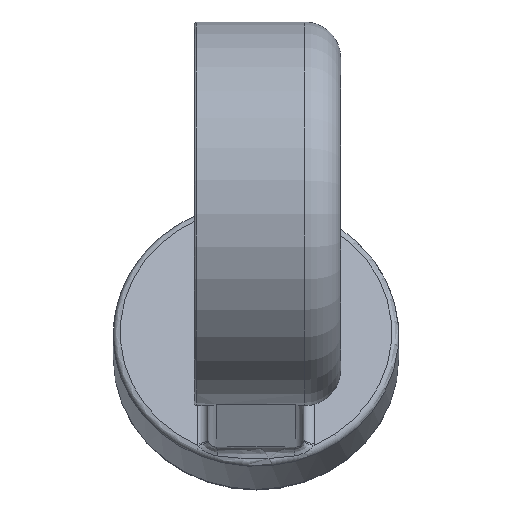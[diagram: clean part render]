
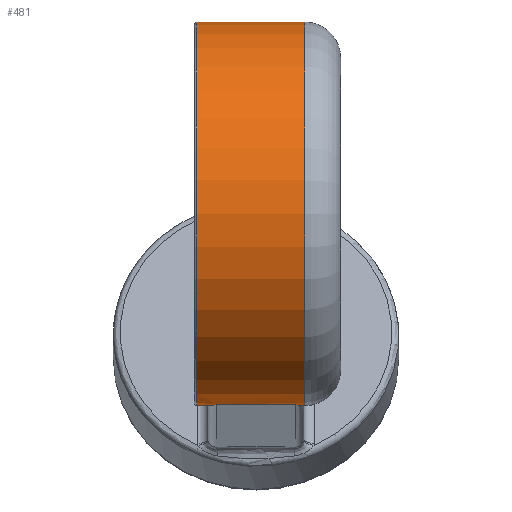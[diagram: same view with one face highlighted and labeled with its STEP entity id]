
A CAD part, left-side view. The second image highlights one B-rep face of the part: STEP entity #481.
In plain terms, the highlighted cylindrical face has radius 166.581 mm (diameter 333.162 mm), a full revolution.
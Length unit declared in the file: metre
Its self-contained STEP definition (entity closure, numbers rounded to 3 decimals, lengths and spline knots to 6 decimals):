
#36=CYLINDRICAL_SURFACE('',#541,0.166581);
#43=LINE('',#708,#57);
#49=LINE('',#833,#63);
#57=VECTOR('',#582,1.);
#63=VECTOR('',#630,1.);
#72=B_SPLINE_CURVE_WITH_KNOTS('',3,(#743,#744,#745,#746,#747,#748),
 .UNSPECIFIED.,.F.,.F.,(4,1,1,4),(0.,0.012283,0.024565,
0.049131),.UNSPECIFIED.);
#73=B_SPLINE_CURVE_WITH_KNOTS('',3,(#765,#766,#767,#768,#769,#770,#771),
 .UNSPECIFIED.,.F.,.F.,(4,1,1,1,4),(0.094651,0.107008,
0.119365,0.131723,0.14408),.UNSPECIFIED.);
#75=B_SPLINE_CURVE_WITH_KNOTS('',3,(#826,#827,#828,#829,#830,#831),
 .UNSPECIFIED.,.F.,.F.,(4,1,1,4),(0.,0.012283,
0.024565,0.049131),.UNSPECIFIED.);
#76=B_SPLINE_CURVE_WITH_KNOTS('',3,(#835,#836,#837,#838,#839,#840,#841),
 .UNSPECIFIED.,.F.,.F.,(4,1,1,1,4),(0.094651,0.107008,
0.119365,0.131723,0.14408),.UNSPECIFIED.);
#135=ORIENTED_EDGE('',*,*,#259,.F.);
#136=ORIENTED_EDGE('',*,*,#242,.T.);
#137=ORIENTED_EDGE('',*,*,#239,.T.);
#138=ORIENTED_EDGE('',*,*,#250,.T.);
#139=ORIENTED_EDGE('',*,*,#247,.T.);
#140=ORIENTED_EDGE('',*,*,#260,.T.);
#141=ORIENTED_EDGE('',*,*,#261,.F.);
#142=ORIENTED_EDGE('',*,*,#262,.T.);
#143=ORIENTED_EDGE('',*,*,#263,.T.);
#144=ORIENTED_EDGE('',*,*,#236,.F.);
#236=EDGE_CURVE('',#302,#302,#346,.T.);
#239=EDGE_CURVE('',#306,#305,#43,.T.);
#242=EDGE_CURVE('',#308,#306,#72,.T.);
#247=EDGE_CURVE('',#313,#312,#347,.T.);
#250=EDGE_CURVE('',#305,#313,#73,.F.);
#259=EDGE_CURVE('',#322,#322,#355,.T.);
#260=EDGE_CURVE('',#312,#323,#75,.T.);
#261=EDGE_CURVE('',#324,#323,#49,.T.);
#262=EDGE_CURVE('',#324,#325,#76,.F.);
#263=EDGE_CURVE('',#325,#308,#356,.T.);
#302=VERTEX_POINT('',#695);
#305=VERTEX_POINT('',#707);
#306=VERTEX_POINT('',#709);
#308=VERTEX_POINT('',#749);
#312=VERTEX_POINT('',#758);
#313=VERTEX_POINT('',#760);
#322=VERTEX_POINT('',#825);
#323=VERTEX_POINT('',#832);
#324=VERTEX_POINT('',#834);
#325=VERTEX_POINT('',#842);
#346=CIRCLE('',#520,0.166581);
#347=CIRCLE('',#525,0.166581);
#355=CIRCLE('',#542,0.166581);
#356=CIRCLE('',#543,0.166581);
#384=EDGE_LOOP('',(#135));
#385=EDGE_LOOP('',(#136,#137,#138,#139,#140,#141,#142,#143));
#386=EDGE_LOOP('',(#144));
#430=FACE_BOUND('',#384,.T.);
#431=FACE_BOUND('',#385,.T.);
#432=FACE_BOUND('',#386,.T.);
#481=ADVANCED_FACE('',(#430,#431,#432),#36,.T.);
#520=AXIS2_PLACEMENT_3D('',#694,#577,#578);
#525=AXIS2_PLACEMENT_3D('',#759,#593,#594);
#541=AXIS2_PLACEMENT_3D('',#823,#626,#627);
#542=AXIS2_PLACEMENT_3D('',#824,#628,#629);
#543=AXIS2_PLACEMENT_3D('',#843,#631,#632);
#577=DIRECTION('',(0.,-1.,0.));
#578=DIRECTION('',(1.,0.,0.));
#582=DIRECTION('',(0.,-1.,0.));
#593=DIRECTION('',(0.,-1.,0.));
#594=DIRECTION('',(1.,0.,0.));
#626=DIRECTION('',(0.,-1.,0.));
#627=DIRECTION('',(1.,0.,0.));
#628=DIRECTION('',(0.,1.,0.));
#629=DIRECTION('',(1.,0.,0.));
#630=DIRECTION('',(0.,-1.,0.));
#631=DIRECTION('',(0.,1.,0.));
#632=DIRECTION('',(1.,0.,0.));
#694=CARTESIAN_POINT('',(0.630672,-0.183,1.932986));
#695=CARTESIAN_POINT('',(0.797254,-0.183,1.932986));
#707=CARTESIAN_POINT('',(0.613299,-0.175,1.767314));
#708=CARTESIAN_POINT('',(0.613299,-0.087,1.767314));
#709=CARTESIAN_POINT('',(0.613299,-0.106,1.767314));
#743=CARTESIAN_POINT('',(0.66155,-0.099,1.769292));
#744=CARTESIAN_POINT('',(0.657515,-0.099,1.768531));
#745=CARTESIAN_POINT('',(0.649425,-0.099566,1.767313));
#746=CARTESIAN_POINT('',(0.633247,-0.101891,1.766084));
#747=CARTESIAN_POINT('',(0.621277,-0.104356,1.766477));
#748=CARTESIAN_POINT('',(0.613299,-0.106,1.767314));
#749=CARTESIAN_POINT('',(0.66155,-0.099,1.769292));
#758=CARTESIAN_POINT('',(0.737414,-0.182,2.060875));
#759=CARTESIAN_POINT('',(0.630672,-0.182,1.932986));
#760=CARTESIAN_POINT('',(0.66155,-0.182,1.769292));
#765=CARTESIAN_POINT('',(0.66155,-0.182,1.769292));
#766=CARTESIAN_POINT('',(0.657492,-0.182,1.768526));
#767=CARTESIAN_POINT('',(0.649417,-0.18143,1.767315));
#768=CARTESIAN_POINT('',(0.637375,-0.179705,1.766395));
#769=CARTESIAN_POINT('',(0.62533,-0.177473,1.766346));
#770=CARTESIAN_POINT('',(0.617312,-0.175827,1.766893));
#771=CARTESIAN_POINT('',(0.613299,-0.175,1.767314));
#823=CARTESIAN_POINT('',(0.630672,-0.087,1.932986));
#824=CARTESIAN_POINT('',(0.630672,-0.089,1.932986));
#825=CARTESIAN_POINT('',(0.797254,-0.089,1.932986));
#826=CARTESIAN_POINT('',(0.737414,-0.182,2.060875));
#827=CARTESIAN_POINT('',(0.734261,-0.182,2.063507));
#828=CARTESIAN_POINT('',(0.72779,-0.181434,2.068513));
#829=CARTESIAN_POINT('',(0.714262,-0.179109,2.077471));
#830=CARTESIAN_POINT('',(0.703618,-0.176644,2.082961));
#831=CARTESIAN_POINT('',(0.696244,-0.175,2.086119));
#832=CARTESIAN_POINT('',(0.696244,-0.175,2.086119));
#833=CARTESIAN_POINT('',(0.696244,-0.087,2.086119));
#834=CARTESIAN_POINT('',(0.696244,-0.106,2.086119));
#835=CARTESIAN_POINT('',(0.737414,-0.099,2.060875));
#836=CARTESIAN_POINT('',(0.734243,-0.099,2.063522));
#837=CARTESIAN_POINT('',(0.727782,-0.09957,2.068515));
#838=CARTESIAN_POINT('',(0.717716,-0.101295,2.075187));
#839=CARTESIAN_POINT('',(0.707222,-0.103527,2.081101));
#840=CARTESIAN_POINT('',(0.699954,-0.105173,2.084531));
#841=CARTESIAN_POINT('',(0.696244,-0.106,2.086119));
#842=CARTESIAN_POINT('',(0.737414,-0.099,2.060875));
#843=CARTESIAN_POINT('',(0.630672,-0.099,1.932986));
